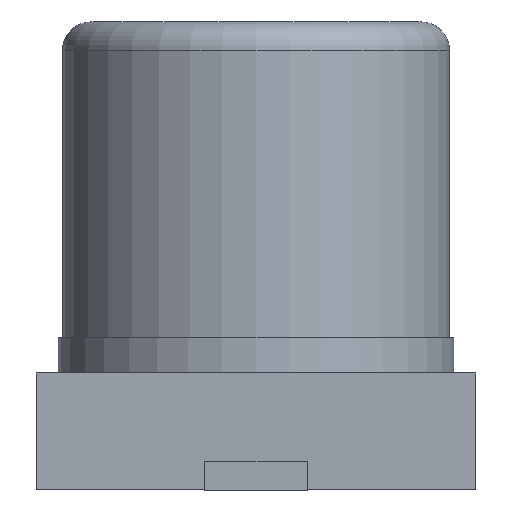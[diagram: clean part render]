
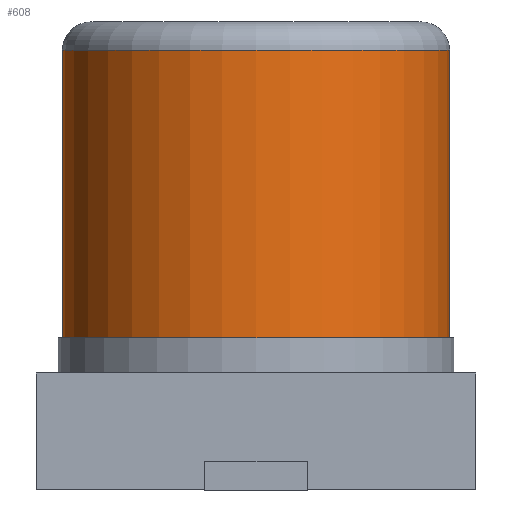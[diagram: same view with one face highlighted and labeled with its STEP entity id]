
A CAD part, left-side view. The second image highlights one B-rep face of the part: STEP entity #608.
In plain terms, the highlighted cylindrical face has radius 2.068 mm (diameter 4.136 mm), a partial arc.
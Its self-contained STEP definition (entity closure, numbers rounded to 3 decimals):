
#21=CYLINDRICAL_SURFACE('',#656,2.068);
#26=CIRCLE('',#634,2.068);
#37=CIRCLE('',#654,2.068);
#62=FACE_OUTER_BOUND('',#95,.T.);
#95=EDGE_LOOP('',(#484,#485,#486,#487));
#156=LINE('',#947,#222);
#161=LINE('',#969,#227);
#222=VECTOR('',#772,1.);
#227=VECTOR('',#801,1.);
#268=VERTEX_POINT('',#915);
#269=VERTEX_POINT('',#916);
#278=VERTEX_POINT('',#946);
#282=VERTEX_POINT('',#960);
#332=EDGE_CURVE('',#268,#269,#26,.T.);
#347=EDGE_CURVE('',#268,#278,#156,.T.);
#356=EDGE_CURVE('',#278,#282,#37,.T.);
#359=EDGE_CURVE('',#269,#282,#161,.T.);
#484=ORIENTED_EDGE('',*,*,#332,.T.);
#485=ORIENTED_EDGE('',*,*,#359,.T.);
#486=ORIENTED_EDGE('',*,*,#356,.F.);
#487=ORIENTED_EDGE('',*,*,#347,.F.);
#608=ADVANCED_FACE('',(#62),#21,.T.);
#634=AXIS2_PLACEMENT_3D('',#917,#740,#741);
#654=AXIS2_PLACEMENT_3D('',#964,#793,#794);
#656=AXIS2_PLACEMENT_3D('',#968,#799,#800);
#740=DIRECTION('center_axis',(0.,0.,1.));
#741=DIRECTION('ref_axis',(1.,0.,0.));
#772=DIRECTION('',(0.,0.,1.));
#793=DIRECTION('center_axis',(0.,0.,1.));
#794=DIRECTION('ref_axis',(-1.,0.,0.));
#799=DIRECTION('center_axis',(0.,0.,1.));
#800=DIRECTION('ref_axis',(-1.,0.,0.));
#801=DIRECTION('',(0.,0.,1.));
#915=CARTESIAN_POINT('',(-3.812,2.068,1.625));
#916=CARTESIAN_POINT('',(-3.812,-2.068,1.625));
#917=CARTESIAN_POINT('Origin',(-3.812,0.,1.625));
#946=CARTESIAN_POINT('',(-3.812,2.068,4.7));
#947=CARTESIAN_POINT('',(-3.812,2.068,1.25));
#960=CARTESIAN_POINT('',(-3.812,-2.068,4.7));
#964=CARTESIAN_POINT('Origin',(-3.812,0.,4.7));
#968=CARTESIAN_POINT('Origin',(-3.812,0.,1.25));
#969=CARTESIAN_POINT('',(-3.812,-2.068,1.25));
